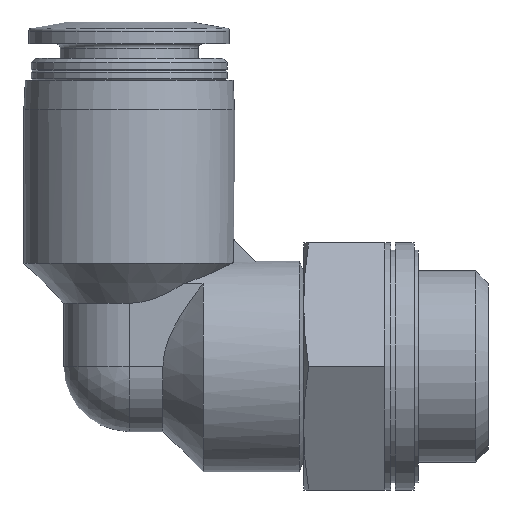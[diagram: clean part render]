
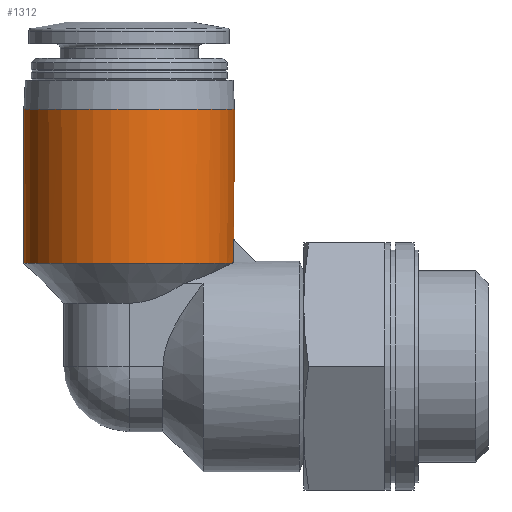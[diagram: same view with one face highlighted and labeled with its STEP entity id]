
A CAD part, left-side view. The second image highlights one B-rep face of the part: STEP entity #1312.
In plain terms, the highlighted cylindrical face has radius 7.25 mm (diameter 14.5 mm), a full revolution.
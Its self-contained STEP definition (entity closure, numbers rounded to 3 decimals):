
#92=LINE('',#1836,#122);
#93=LINE('',#1840,#123);
#122=VECTOR('',#1539,1000.);
#123=VECTOR('',#1542,1000.);
#150=ELLIPSE('',#1389,10.253,7.25);
#151=ELLIPSE('',#1391,10.253,7.25);
#152=ELLIPSE('',#1394,10.253,7.25);
#167=ORIENTED_EDGE('',*,*,#382,.T.);
#168=ORIENTED_EDGE('',*,*,#383,.F.);
#169=ORIENTED_EDGE('',*,*,#376,.T.);
#170=ORIENTED_EDGE('',*,*,#384,.T.);
#171=ORIENTED_EDGE('',*,*,#385,.F.);
#172=ORIENTED_EDGE('',*,*,#386,.F.);
#173=ORIENTED_EDGE('',*,*,#387,.T.);
#376=EDGE_CURVE('',#485,#484,#150,.F.);
#382=EDGE_CURVE('',#482,#490,#151,.F.);
#383=EDGE_CURVE('',#485,#490,#560,.T.);
#384=EDGE_CURVE('',#484,#491,#92,.F.);
#385=EDGE_CURVE('',#492,#491,#152,.T.);
#386=EDGE_CURVE('',#482,#492,#93,.F.);
#387=EDGE_CURVE('',#493,#493,#561,.T.);
#482=VERTEX_POINT('',#1808);
#484=VERTEX_POINT('',#1812);
#485=VERTEX_POINT('',#1814);
#490=VERTEX_POINT('',#1832);
#491=VERTEX_POINT('',#1837);
#492=VERTEX_POINT('',#1839);
#493=VERTEX_POINT('',#1842);
#560=CIRCLE('',#1393,7.25);
#561=CIRCLE('',#1395,7.25);
#615=EDGE_LOOP('',(#167,#168,#169,#170,#171,#172));
#616=EDGE_LOOP('',(#173));
#720=FACE_BOUND('',#615,.T.);
#721=FACE_BOUND('',#616,.T.);
#823=CYLINDRICAL_SURFACE('',#1392,7.25);
#1312=ADVANCED_FACE('',(#720,#721),#823,.T.);
#1389=AXIS2_PLACEMENT_3D('',#1813,#1527,#1528);
#1391=AXIS2_PLACEMENT_3D('',#1833,#1533,#1534);
#1392=AXIS2_PLACEMENT_3D('',#1834,#1535,#1536);
#1393=AXIS2_PLACEMENT_3D('',#1835,#1537,#1538);
#1394=AXIS2_PLACEMENT_3D('',#1838,#1540,#1541);
#1395=AXIS2_PLACEMENT_3D('',#1841,#1543,#1544);
#1527=DIRECTION('',(0.,-0.707,-0.707));
#1528=DIRECTION('',(0.,-0.707,0.707));
#1533=DIRECTION('',(0.,-0.707,-0.707));
#1534=DIRECTION('',(0.,-0.707,0.707));
#1535=DIRECTION('',(0.,0.,-1.));
#1536=DIRECTION('',(-1.,0.,0.));
#1537=DIRECTION('',(0.,0.,-1.));
#1538=DIRECTION('',(-1.,0.,0.));
#1539=DIRECTION('',(0.,0.,-1.));
#1540=DIRECTION('',(0.,0.707,-0.707));
#1541=DIRECTION('',(0.,-0.707,-0.707));
#1542=DIRECTION('',(0.,0.,-1.));
#1543=DIRECTION('',(0.,0.,-1.));
#1544=DIRECTION('',(-1.,0.,0.));
#1808=CARTESIAN_POINT('',(1.,12.719,7.181));
#1812=CARTESIAN_POINT('',(-1.,12.719,7.181));
#1813=CARTESIAN_POINT('',(0.,19.9,0.));
#1814=CARTESIAN_POINT('',(-1.467,12.8,7.1));
#1832=CARTESIAN_POINT('',(1.467,12.8,7.1));
#1833=CARTESIAN_POINT('',(0.,19.9,0.));
#1834=CARTESIAN_POINT('',(0.,19.9,0.));
#1835=CARTESIAN_POINT('',(0.,19.9,7.1));
#1836=CARTESIAN_POINT('',(-1.,12.719,0.));
#1837=CARTESIAN_POINT('',(-1.,12.719,8.769));
#1838=CARTESIAN_POINT('',(0.,19.9,15.95));
#1839=CARTESIAN_POINT('',(1.,12.719,8.769));
#1840=CARTESIAN_POINT('',(1.,12.719,0.));
#1841=CARTESIAN_POINT('',(0.,19.9,17.7));
#1842=CARTESIAN_POINT('',(-7.25,19.9,17.7));
